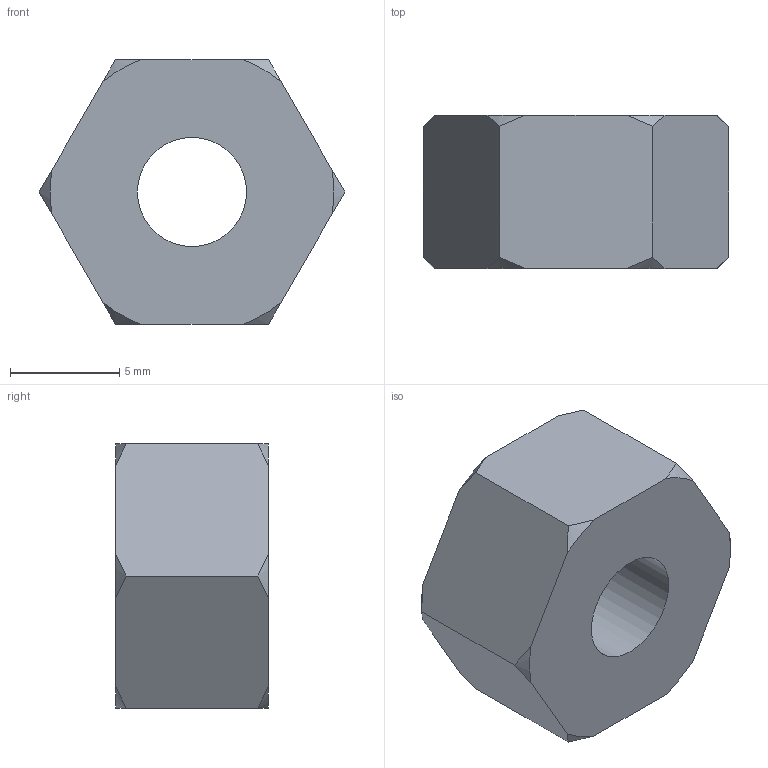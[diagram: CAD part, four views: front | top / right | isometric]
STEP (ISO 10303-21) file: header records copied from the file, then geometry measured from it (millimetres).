
FILE_DESCRIPTION(/* description */ (''),/* implementation_level */ '2;1');
FILE_NAME(/* name */ '5-M5 nut.step',/* time_stamp */ '2018-10-13T17:34:01+02:00',/* author */ ('Rodrigo HC'),/* organization */ (''),/* preprocessor_version */ 'ST-DEVELOPER v16.1',/* originating_system */ 'Autodesk Inventor 2016',/* authorisation */ '');
FILE_SCHEMA (('AUTOMOTIVE_DESIGN { 1 0 10303 214 3 1 1 }'));
Length unit declared in the file: millimetre
Products named in the file (1): tuerca
Bounding box: 14 x 7 x 12.12 mm (x, y, z)
Volume: 752.8 mm3; surface area: 615.1 mm2
Topology: 1 solids, 1 shells, 21 faces, 57 edges, 38 vertices
Faces by surface type: cone 12, plane 8, cylinder 1
Full cylindrical faces by diameter (mm): 5 x1
Entity records: 664 total; most frequent: CARTESIAN_POINT 164, ORIENTED_EDGE 112, DIRECTION 90, EDGE_CURVE 56, VERTEX_POINT 38, AXIS2_PLACEMENT_3D 36, EDGE_LOOP 24, FACE_OUTER_BOUND 21
